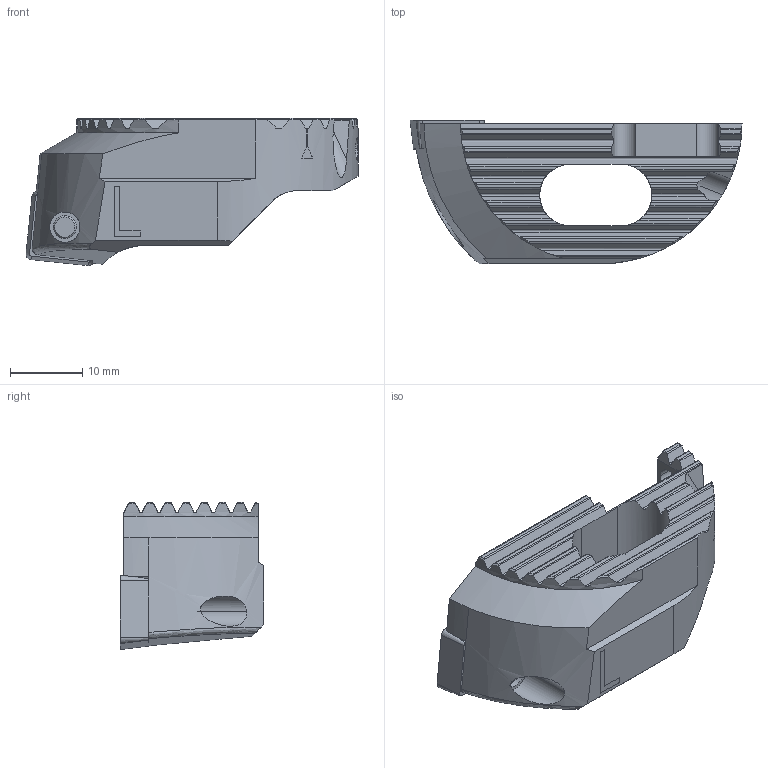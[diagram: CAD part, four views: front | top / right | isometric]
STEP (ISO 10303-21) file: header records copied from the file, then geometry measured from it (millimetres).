
FILE_DESCRIPTION(('no description'),'unknown implementation level');
FILE_NAME('0B945FF8-6334-4FE8-8C93-62B624DC0A9E_export.stp',' ',('CIMSOURCE GmbH'),('CADClick - KiM GmbH - www.kimweb.de'),'unknown preprocess','ACIS','unknown authorization');
FILE_SCHEMA(('automotive_design'));
Length unit declared in the file: millimetre
Products named in the file (3): 639.146 Kaiser 53-66 SW41 SC09 L|654.250 Kaiser SCMT 09T308 P20C;Kombinieren1; 639.146 Kaiser 53-66 SW41 SC09 L|639.146 Kaiser 53-66 SW41 SC09 L;Marke; 639.146 Kaiser 53-66 SW41 SC09 L|694.141 Kaiser ETL M4x9.2 T15 IP 10S;Kreismuster1
Bounding box: 46 x 19.87 x 20.4 mm (x, y, z)
Volume: 7057.1 mm3; surface area: 4462.4 mm2
Topology: 3 solids, 3 shells, 241 faces, 668 edges, 435 vertices
Faces by surface type: plane 105, cylinder 93, cone 32, torus 8, bspline 3
Entity records: 16897 total; most frequent: CARTESIAN_POINT 3241, STYLED_ITEM 1347, PRESENTATION_STYLE_ASSIGNMENT 1347, COLOUR_RGB 1347, ORIENTED_EDGE 1336, DIRECTION 1289, EDGE_CURVE 668, CURVE_STYLE 668
